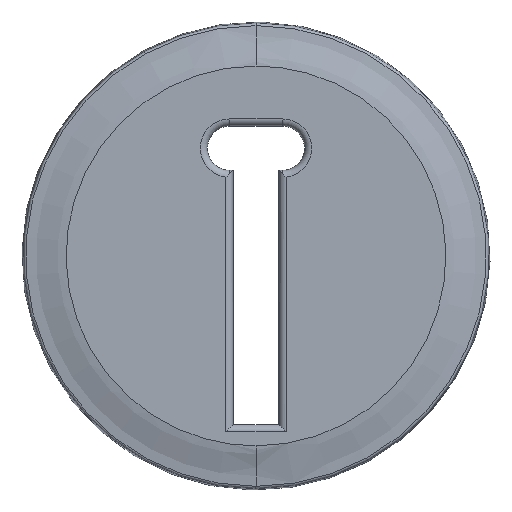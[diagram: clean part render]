
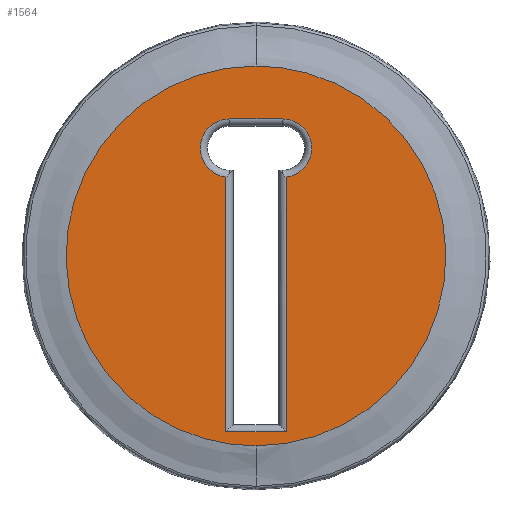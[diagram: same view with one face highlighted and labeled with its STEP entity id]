
A CAD part, top view. The second image highlights one B-rep face of the part: STEP entity #1564.
In plain terms, the highlighted planar face has unit normal (0, 0, -1).
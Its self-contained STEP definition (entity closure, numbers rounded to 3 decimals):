
#1402=AXIS2_PLACEMENT_3D('Circle Axis2P3D',#1400,#1401,$) ;
#1468=AXIS2_PLACEMENT_3D('Plane Axis2P3D',#1465,#1466,#1467) ;
#1532=AXIS2_PLACEMENT_3D('Circle Axis2P3D',#1530,#1531,$) ;
#1395=CARTESIAN_POINT('Vertex',(-3.412,8.914,9.9)) ;
#1400=CARTESIAN_POINT('Axis2P3D Location',(-3.,12.2,9.9)) ;
#1404=CARTESIAN_POINT('Vertex',(-3.,15.512,9.9)) ;
#1446=CARTESIAN_POINT('Line Origine',(0.,15.512,9.9)) ;
#1450=CARTESIAN_POINT('Vertex',(3.,15.512,9.9)) ;
#1465=CARTESIAN_POINT('Axis2P3D Location',(0.,0.,9.9)) ;
#1471=CARTESIAN_POINT('Control Point',(0.,21.5,9.9)) ;
#1472=CARTESIAN_POINT('Control Point',(-2.206,21.5,9.9)) ;
#1473=CARTESIAN_POINT('Control Point',(-4.413,21.217,9.9)) ;
#1474=CARTESIAN_POINT('Control Point',(-6.571,20.651,9.9)) ;
#1475=CARTESIAN_POINT('Control Point',(-10.615,19.01,9.9)) ;
#1476=CARTESIAN_POINT('Control Point',(-14.124,16.419,9.9)) ;
#1477=CARTESIAN_POINT('Control Point',(-15.678,14.942,9.9)) ;
#1478=CARTESIAN_POINT('Control Point',(-18.39,11.635,9.9)) ;
#1479=CARTESIAN_POINT('Control Point',(-20.217,7.768,9.9)) ;
#1480=CARTESIAN_POINT('Control Point',(-20.886,5.73,9.9)) ;
#1481=CARTESIAN_POINT('Control Point',(-21.708,1.533,9.9)) ;
#1482=CARTESIAN_POINT('Control Point',(-21.484,-2.738,9.9)) ;
#1483=CARTESIAN_POINT('Control Point',(-21.108,-4.849,9.9)) ;
#1484=CARTESIAN_POINT('Control Point',(-19.843,-8.935,9.9)) ;
#1485=CARTESIAN_POINT('Control Point',(-17.623,-12.59,9.9)) ;
#1486=CARTESIAN_POINT('Control Point',(-16.291,-14.271,9.9)) ;
#1487=CARTESIAN_POINT('Control Point',(-13.241,-17.27,9.9)) ;
#1488=CARTESIAN_POINT('Control Point',(-9.554,-19.437,9.9)) ;
#1489=CARTESIAN_POINT('Control Point',(-7.585,-20.287,9.9)) ;
#1490=CARTESIAN_POINT('Control Point',(-4.864,-21.079,9.9)) ;
#1491=CARTESIAN_POINT('Control Point',(-2.07,-21.417,9.9)) ;
#1492=CARTESIAN_POINT('Control Point',(-1.38,-21.472,9.9)) ;
#1493=CARTESIAN_POINT('Control Point',(-0.69,-21.5,9.9)) ;
#1494=CARTESIAN_POINT('Control Point',(0.,-21.5,9.9)) ;
#1495=CARTESIAN_POINT('Vertex',(0.,21.5,9.9)) ;
#1497=CARTESIAN_POINT('Vertex',(0.,-21.5,9.9)) ;
#1501=CARTESIAN_POINT('Control Point',(0.,-21.5,9.9)) ;
#1502=CARTESIAN_POINT('Control Point',(2.206,-21.5,9.9)) ;
#1503=CARTESIAN_POINT('Control Point',(4.413,-21.217,9.9)) ;
#1504=CARTESIAN_POINT('Control Point',(6.571,-20.651,9.9)) ;
#1505=CARTESIAN_POINT('Control Point',(10.615,-19.01,9.9)) ;
#1506=CARTESIAN_POINT('Control Point',(14.124,-16.419,9.9)) ;
#1507=CARTESIAN_POINT('Control Point',(15.678,-14.942,9.9)) ;
#1508=CARTESIAN_POINT('Control Point',(18.39,-11.635,9.9)) ;
#1509=CARTESIAN_POINT('Control Point',(20.217,-7.768,9.9)) ;
#1510=CARTESIAN_POINT('Control Point',(20.886,-5.73,9.9)) ;
#1511=CARTESIAN_POINT('Control Point',(21.708,-1.533,9.9)) ;
#1512=CARTESIAN_POINT('Control Point',(21.484,2.738,9.9)) ;
#1513=CARTESIAN_POINT('Control Point',(21.108,4.849,9.9)) ;
#1514=CARTESIAN_POINT('Control Point',(19.843,8.935,9.9)) ;
#1515=CARTESIAN_POINT('Control Point',(17.623,12.59,9.9)) ;
#1516=CARTESIAN_POINT('Control Point',(16.291,14.271,9.9)) ;
#1517=CARTESIAN_POINT('Control Point',(13.241,17.27,9.9)) ;
#1518=CARTESIAN_POINT('Control Point',(9.554,19.437,9.9)) ;
#1519=CARTESIAN_POINT('Control Point',(7.585,20.287,9.9)) ;
#1520=CARTESIAN_POINT('Control Point',(4.864,21.079,9.9)) ;
#1521=CARTESIAN_POINT('Control Point',(2.07,21.417,9.9)) ;
#1522=CARTESIAN_POINT('Control Point',(1.38,21.472,9.9)) ;
#1523=CARTESIAN_POINT('Control Point',(0.69,21.5,9.9)) ;
#1524=CARTESIAN_POINT('Control Point',(0.,21.5,9.9)) ;
#1530=CARTESIAN_POINT('Axis2P3D Location',(3.,12.2,9.9)) ;
#1534=CARTESIAN_POINT('Vertex',(3.412,8.914,9.9)) ;
#1537=CARTESIAN_POINT('Line Origine',(-3.412,-5.499,9.9)) ;
#1541=CARTESIAN_POINT('Vertex',(-3.412,-19.912,9.9)) ;
#1544=CARTESIAN_POINT('Line Origine',(0.,-19.912,9.9)) ;
#1548=CARTESIAN_POINT('Vertex',(3.412,-19.912,9.9)) ;
#1551=CARTESIAN_POINT('Line Origine',(3.412,-5.499,9.9)) ;
#1401=DIRECTION('Axis2P3D Direction',(0.,-0.,-1.)) ;
#1447=DIRECTION('Vector Direction',(1.,0.,0.)) ;
#1466=DIRECTION('Axis2P3D Direction',(0.,0.,-1.)) ;
#1467=DIRECTION('Axis2P3D XDirection',(-1.,0.,0.)) ;
#1531=DIRECTION('Axis2P3D Direction',(0.,0.,-1.)) ;
#1538=DIRECTION('Vector Direction',(0.,1.,0.)) ;
#1545=DIRECTION('Vector Direction',(-1.,0.,0.)) ;
#1552=DIRECTION('Vector Direction',(0.,1.,0.)) ;
#1448=VECTOR('Line Direction',#1447,1.) ;
#1539=VECTOR('Line Direction',#1538,1.) ;
#1546=VECTOR('Line Direction',#1545,1.) ;
#1553=VECTOR('Line Direction',#1552,1.) ;
#1527=ORIENTED_EDGE('',*,*,#1499,.F.) ;
#1528=ORIENTED_EDGE('',*,*,#1525,.F.) ;
#1557=ORIENTED_EDGE('',*,*,#1536,.T.) ;
#1558=ORIENTED_EDGE('',*,*,#1452,.T.) ;
#1559=ORIENTED_EDGE('',*,*,#1406,.T.) ;
#1560=ORIENTED_EDGE('',*,*,#1543,.T.) ;
#1561=ORIENTED_EDGE('',*,*,#1550,.T.) ;
#1562=ORIENTED_EDGE('',*,*,#1555,.T.) ;
#1563=FACE_BOUND('',#1556,.T.) ;
#1564=ADVANCED_FACE('Extraction.1',(#1529,#1563),#1469,.T.) ;
#1470=B_SPLINE_CURVE_WITH_KNOTS('',5,(#1471,#1472,#1473,#1474,#1475,#1476,#1477,#1478,#1479,#1480,#1481,#1482,#1483,#1484,#1485,#1486,#1487,#1488,#1489,#1490,#1491,#1492,#1493,#1494),.UNSPECIFIED.,.F.,.U.,(6,3,3,3,3,3,3,6),(0.,16.422,32.22,48.018,63.814,79.612,95.41,100.545),.UNSPECIFIED.) ;
#1500=B_SPLINE_CURVE_WITH_KNOTS('',5,(#1501,#1502,#1503,#1504,#1505,#1506,#1507,#1508,#1509,#1510,#1511,#1512,#1513,#1514,#1515,#1516,#1517,#1518,#1519,#1520,#1521,#1522,#1523,#1524),.UNSPECIFIED.,.F.,.U.,(6,3,3,3,3,3,3,6),(0.,16.422,32.22,48.018,63.814,79.612,95.41,100.545),.UNSPECIFIED.) ;
#1403=CIRCLE('generated circle',#1402,3.312) ;
#1533=CIRCLE('generated circle',#1532,3.312) ;
#1406=EDGE_CURVE('',#1405,#1396,#1403,.F.) ;
#1452=EDGE_CURVE('',#1451,#1405,#1449,.F.) ;
#1499=EDGE_CURVE('',#1496,#1498,#1470,.T.) ;
#1525=EDGE_CURVE('',#1498,#1496,#1500,.T.) ;
#1536=EDGE_CURVE('',#1535,#1451,#1533,.F.) ;
#1543=EDGE_CURVE('',#1396,#1542,#1540,.F.) ;
#1550=EDGE_CURVE('',#1542,#1549,#1547,.F.) ;
#1555=EDGE_CURVE('',#1549,#1535,#1554,.T.) ;
#1526=EDGE_LOOP('',(#1527,#1528)) ;
#1556=EDGE_LOOP('',(#1557,#1558,#1559,#1560,#1561,#1562)) ;
#1529=FACE_OUTER_BOUND('',#1526,.T.) ;
#1449=LINE('Line',#1446,#1448) ;
#1540=LINE('Line',#1537,#1539) ;
#1547=LINE('Line',#1544,#1546) ;
#1554=LINE('Line',#1551,#1553) ;
#1469=PLANE('',#1468) ;
#1396=VERTEX_POINT('',#1395) ;
#1405=VERTEX_POINT('',#1404) ;
#1451=VERTEX_POINT('',#1450) ;
#1496=VERTEX_POINT('',#1495) ;
#1498=VERTEX_POINT('',#1497) ;
#1535=VERTEX_POINT('',#1534) ;
#1542=VERTEX_POINT('',#1541) ;
#1549=VERTEX_POINT('',#1548) ;
